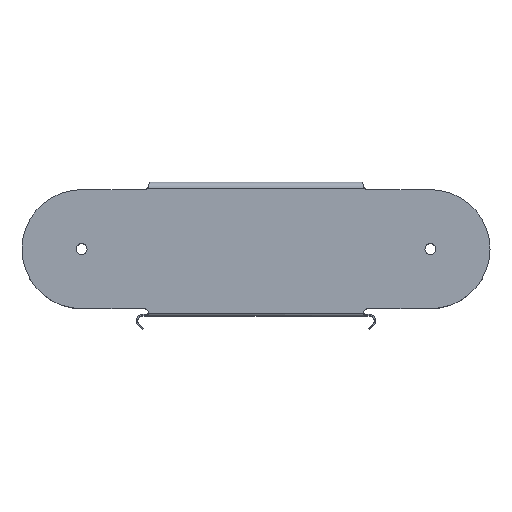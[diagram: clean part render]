
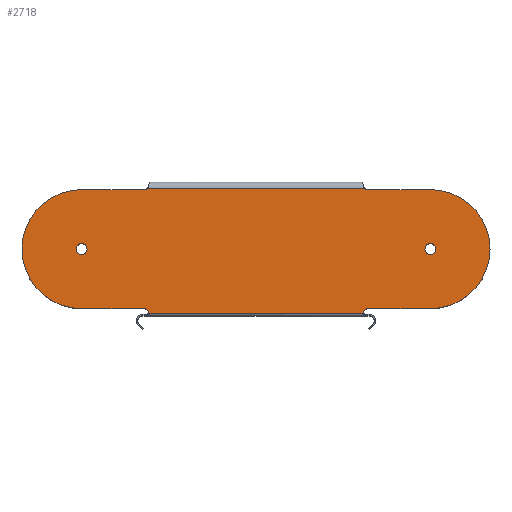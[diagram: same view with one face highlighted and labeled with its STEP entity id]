
A CAD part, top view. The second image highlights one B-rep face of the part: STEP entity #2718.
In plain terms, the highlighted planar face has unit normal (0, 0, 1).
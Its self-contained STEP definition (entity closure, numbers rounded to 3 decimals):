
#606=DIRECTION('',(1.,0.,0.));
#607=VECTOR('',#606,177.062);
#608=CARTESIAN_POINT('',(-88.531,2.25,-50.));
#609=LINE('',#608,#607);
#632=CARTESIAN_POINT('',(-91.75,2.697,-50.));
#633=DIRECTION('',(0.,0.,-1.));
#634=DIRECTION('',(0.,1.,0.));
#635=AXIS2_PLACEMENT_3D('',#632,#633,#634);
#695=CARTESIAN_POINT('',(-91.744,107.197,-50.));
#696=DIRECTION('',(0.,0.,1.));
#697=DIRECTION('',(0.,-1.,0.));
#698=AXIS2_PLACEMENT_3D('',#695,#696,#697);
#700=CARTESIAN_POINT('',(91.744,107.197,-50.));
#701=DIRECTION('',(0.,0.,1.));
#702=DIRECTION('',(-0.658,-0.753,0.));
#703=AXIS2_PLACEMENT_3D('',#700,#701,#702);
#705=CARTESIAN_POINT('',(143.5,54.947,-50.));
#706=DIRECTION('',(0.,0.,-1.));
#707=DIRECTION('',(0.,1.,0.));
#708=AXIS2_PLACEMENT_3D('',#705,#706,#707);
#710=CARTESIAN_POINT('',(143.5,54.947,-50.));
#711=DIRECTION('',(0.,0.,-1.));
#712=DIRECTION('',(1.,0.,0.));
#713=AXIS2_PLACEMENT_3D('',#710,#711,#712);
#715=CARTESIAN_POINT('',(-143.5,54.947,-50.));
#716=DIRECTION('',(0.,0.,-1.));
#717=DIRECTION('',(0.,-1.,0.));
#718=AXIS2_PLACEMENT_3D('',#715,#716,#717);
#720=CARTESIAN_POINT('',(-143.5,54.947,-50.));
#721=DIRECTION('',(0.,0.,-1.));
#722=DIRECTION('',(-1.,0.,0.));
#723=AXIS2_PLACEMENT_3D('',#720,#721,#722);
#746=CARTESIAN_POINT('',(89.605,104.75,-50.));
#748=DIRECTION('',(-1.,0.,0.));
#749=VECTOR('',#748,179.211);
#750=CARTESIAN_POINT('',(89.605,104.75,-50.));
#751=LINE('',#750,#749);
#795=DIRECTION('',(-1.,0.,0.));
#796=VECTOR('',#795,51.756);
#797=CARTESIAN_POINT('',(143.5,103.947,-50.));
#798=LINE('',#797,#796);
#807=DIRECTION('',(1.,0.,0.));
#808=VECTOR('',#807,51.75);
#809=CARTESIAN_POINT('',(91.75,5.947,-50.));
#810=LINE('',#809,#808);
#820=CARTESIAN_POINT('',(91.75,2.697,-50.));
#821=DIRECTION('',(0.,0.,-1.));
#822=DIRECTION('',(-0.99,-0.138,0.));
#823=AXIS2_PLACEMENT_3D('',#820,#821,#822);
#941=DIRECTION('',(1.,0.,0.));
#942=VECTOR('',#941,51.75);
#943=CARTESIAN_POINT('',(-143.5,5.947,-50.));
#944=LINE('',#943,#942);
#953=DIRECTION('',(-1.,0.,0.));
#954=VECTOR('',#953,51.756);
#955=CARTESIAN_POINT('',(-91.744,103.947,-50.));
#956=LINE('',#955,#954);
#961=CARTESIAN_POINT('',(-143.5,54.947,-50.));
#962=DIRECTION('',(0.,0.,-1.));
#963=DIRECTION('',(0.,1.,0.));
#964=AXIS2_PLACEMENT_3D('',#961,#962,#963);
#980=CARTESIAN_POINT('',(-143.5,54.947,-50.));
#981=DIRECTION('',(0.,0.,-1.));
#982=DIRECTION('',(0.,-1.,0.));
#983=AXIS2_PLACEMENT_3D('',#980,#981,#982);
#990=CARTESIAN_POINT('',(143.5,54.947,-50.));
#991=DIRECTION('',(0.,0.,-1.));
#992=DIRECTION('',(0.,-1.,0.));
#993=AXIS2_PLACEMENT_3D('',#990,#991,#992);
#999=CARTESIAN_POINT('',(143.5,54.947,-50.));
#1000=DIRECTION('',(0.,0.,-1.));
#1001=DIRECTION('',(0.,1.,0.));
#1002=AXIS2_PLACEMENT_3D('',#999,#1000,#1001);
#1434=VERTEX_POINT('',#746);
#1435=CARTESIAN_POINT('',(91.744,103.947,-50.));
#1436=VERTEX_POINT('',#1435);
#1439=CARTESIAN_POINT('',(-91.744,103.947,-50.));
#1440=CARTESIAN_POINT('',(-143.5,103.947,-50.));
#1441=VERTEX_POINT('',#1439);
#1442=VERTEX_POINT('',#1440);
#1443=CARTESIAN_POINT('',(-143.5,5.947,-50.));
#1444=CARTESIAN_POINT('',(-91.75,5.947,-50.));
#1445=VERTEX_POINT('',#1443);
#1446=VERTEX_POINT('',#1444);
#1447=CARTESIAN_POINT('',(-88.531,2.25,
-50.));
#1448=CARTESIAN_POINT('',(88.531,2.25,-50.));
#1449=VERTEX_POINT('',#1447);
#1450=VERTEX_POINT('',#1448);
#1451=CARTESIAN_POINT('',(91.75,5.947,-50.));
#1452=CARTESIAN_POINT('',(143.5,5.947,-50.));
#1453=VERTEX_POINT('',#1451);
#1454=VERTEX_POINT('',#1452);
#1455=CARTESIAN_POINT('',(143.5,103.947,-50.));
#1456=VERTEX_POINT('',#1455);
#1457=CARTESIAN_POINT('',(-89.605,104.75,-50.));
#1458=VERTEX_POINT('',#1457);
#1489=CARTESIAN_POINT('',(192.5,54.947,-50.));
#1490=VERTEX_POINT('',#1489);
#1511=CARTESIAN_POINT('',(-192.5,54.947,-50.));
#1512=VERTEX_POINT('',#1511);
#1536=CARTESIAN_POINT('',(-143.5,50.447,-50.));
#1538=VERTEX_POINT('',#1536);
#1540=CARTESIAN_POINT('',(-143.5,59.447,-50.));
#1542=VERTEX_POINT('',#1540);
#1543=CARTESIAN_POINT('',(143.5,50.447,-50.));
#1545=VERTEX_POINT('',#1543);
#1547=CARTESIAN_POINT('',(143.5,59.447,-50.));
#1549=VERTEX_POINT('',#1547);
#2674=CARTESIAN_POINT('',(231.772,-8.772,-50.));
#2675=DIRECTION('',(0.,0.,-1.));
#2676=DIRECTION('',(1.,0.,0.));
#2677=AXIS2_PLACEMENT_3D('',#2674,#2675,#2676);
#2678=PLANE('',#2677);
#2679=ORIENTED_EDGE('',*,*,#2664,.T.);
#2681=ORIENTED_EDGE('',*,*,#2680,.F.);
#2683=ORIENTED_EDGE('',*,*,#2682,.T.);
#2685=ORIENTED_EDGE('',*,*,#2684,.F.);
#2687=ORIENTED_EDGE('',*,*,#2686,.T.);
#2689=ORIENTED_EDGE('',*,*,#2688,.T.);
#2691=ORIENTED_EDGE('',*,*,#2690,.F.);
#2693=ORIENTED_EDGE('',*,*,#2692,.F.);
#2694=ORIENTED_EDGE('',*,*,#2504,.F.);
#2695=ORIENTED_EDGE('',*,*,#2606,.F.);
#2697=ORIENTED_EDGE('',*,*,#2696,.F.);
#2699=ORIENTED_EDGE('',*,*,#2698,.T.);
#2701=ORIENTED_EDGE('',*,*,#2700,.T.);
#2703=ORIENTED_EDGE('',*,*,#2702,.F.);
#2704=EDGE_LOOP('',(#2679,#2681,#2683,#2685,#2687,#2689,#2691,#2693,#2694,#2695,
#2697,#2699,#2701,#2703));
#2705=FACE_OUTER_BOUND('',#2704,.F.);
#2707=ORIENTED_EDGE('',*,*,#2706,.F.);
#2709=ORIENTED_EDGE('',*,*,#2708,.F.);
#2710=EDGE_LOOP('',(#2707,#2709));
#2711=FACE_BOUND('',#2710,.F.);
#2713=ORIENTED_EDGE('',*,*,#2712,.F.);
#2715=ORIENTED_EDGE('',*,*,#2714,.F.);
#2716=EDGE_LOOP('',(#2713,#2715));
#2717=FACE_BOUND('',#2716,.F.);
#2718=ADVANCED_FACE('',(#2705,#2711,#2717),#2678,.F.);
#636=CIRCLE('',#635,3.25);
#699=CIRCLE('',#698,3.25);
#704=CIRCLE('',#703,3.25);
#709=CIRCLE('',#708,49.);
#714=CIRCLE('',#713,49.);
#719=CIRCLE('',#718,49.);
#724=CIRCLE('',#723,49.);
#824=CIRCLE('',#823,3.25);
#965=CIRCLE('',#964,4.5);
#984=CIRCLE('',#983,4.5);
#994=CIRCLE('',#993,4.5);
#1003=CIRCLE('',#1002,4.5);
#2504=EDGE_CURVE('',#1449,#1450,#609,.T.);
#2606=EDGE_CURVE('',#1446,#1449,#636,.T.);
#2664=EDGE_CURVE('',#1441,#1458,#699,.T.);
#2680=EDGE_CURVE('',#1434,#1458,#751,.T.);
#2682=EDGE_CURVE('',#1434,#1436,#704,.T.);
#2684=EDGE_CURVE('',#1456,#1436,#798,.T.);
#2686=EDGE_CURVE('',#1456,#1490,#709,.T.);
#2688=EDGE_CURVE('',#1490,#1454,#714,.T.);
#2690=EDGE_CURVE('',#1453,#1454,#810,.T.);
#2692=EDGE_CURVE('',#1450,#1453,#824,.T.);
#2696=EDGE_CURVE('',#1445,#1446,#944,.T.);
#2698=EDGE_CURVE('',#1445,#1512,#719,.T.);
#2700=EDGE_CURVE('',#1512,#1442,#724,.T.);
#2702=EDGE_CURVE('',#1441,#1442,#956,.T.);
#2706=EDGE_CURVE('',#1542,#1538,#965,.T.);
#2708=EDGE_CURVE('',#1538,#1542,#984,.T.);
#2712=EDGE_CURVE('',#1545,#1549,#994,.T.);
#2714=EDGE_CURVE('',#1549,#1545,#1003,.T.);
